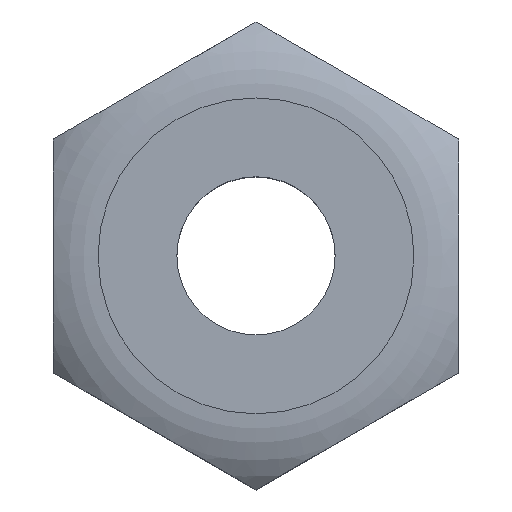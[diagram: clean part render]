
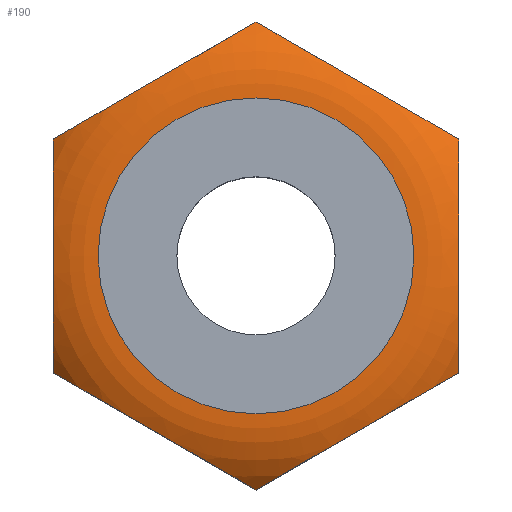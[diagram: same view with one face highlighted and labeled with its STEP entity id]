
A CAD part, top view. The second image highlights one B-rep face of the part: STEP entity #190.
In plain terms, the highlighted toroidal (fillet/blend) face has major radius 1.248 mm and minor radius 0.845 mm.
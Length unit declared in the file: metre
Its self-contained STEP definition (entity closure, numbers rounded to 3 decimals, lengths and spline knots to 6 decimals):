
#12=TOROIDAL_SURFACE('',#218,0.001248,0.000845);
#18=CIRCLE('',#219,0.001248);
#79=ORIENTED_EDGE('',*,*,#111,.F.);
#80=ORIENTED_EDGE('',*,*,#90,.T.);
#81=ORIENTED_EDGE('',*,*,#94,.T.);
#82=ORIENTED_EDGE('',*,*,#97,.T.);
#83=ORIENTED_EDGE('',*,*,#100,.T.);
#84=ORIENTED_EDGE('',*,*,#103,.T.);
#85=ORIENTED_EDGE('',*,*,#106,.T.);
#90=EDGE_CURVE('',#113,#114,#130,.T.);
#94=EDGE_CURVE('',#114,#117,#131,.T.);
#97=EDGE_CURVE('',#117,#119,#132,.T.);
#100=EDGE_CURVE('',#119,#121,#133,.T.);
#103=EDGE_CURVE('',#121,#123,#134,.T.);
#106=EDGE_CURVE('',#123,#113,#135,.T.);
#111=EDGE_CURVE('',#128,#128,#18,.T.);
#113=VERTEX_POINT('',#278);
#114=VERTEX_POINT('',#279);
#117=VERTEX_POINT('',#291);
#119=VERTEX_POINT('',#301);
#121=VERTEX_POINT('',#311);
#123=VERTEX_POINT('',#321);
#128=VERTEX_POINT('',#343);
#130=B_SPLINE_CURVE_WITH_KNOTS('',3,(#273,#274,#275,#276,#277),
 .UNSPECIFIED.,.F.,.F.,(4,1,4),(0.,0.000948,
0.001896),.UNSPECIFIED.);
#131=B_SPLINE_CURVE_WITH_KNOTS('',3,(#286,#287,#288,#289,#290),
 .UNSPECIFIED.,.F.,.F.,(4,1,4),(0.005829,0.006768,
0.007706),.UNSPECIFIED.);
#132=B_SPLINE_CURVE_WITH_KNOTS('',3,(#296,#297,#298,#299,#300),
 .UNSPECIFIED.,.F.,.F.,(4,1,4),(0.,0.000948,
0.001896),.UNSPECIFIED.);
#133=B_SPLINE_CURVE_WITH_KNOTS('',3,(#306,#307,#308,#309,#310),
 .UNSPECIFIED.,.F.,.F.,(4,1,4),(0.,0.000948,
0.001896),.UNSPECIFIED.);
#134=B_SPLINE_CURVE_WITH_KNOTS('',3,(#316,#317,#318,#319,#320),
 .UNSPECIFIED.,.F.,.F.,(4,1,4),(0.005829,0.006768,
0.007706),.UNSPECIFIED.);
#135=B_SPLINE_CURVE_WITH_KNOTS('',3,(#326,#327,#328,#329,#330),
 .UNSPECIFIED.,.F.,.F.,(4,1,4),(0.,0.000948,
0.001896),.UNSPECIFIED.);
#148=EDGE_LOOP('',(#79));
#149=EDGE_LOOP('',(#80,#81,#82,#83,#84,#85));
#166=FACE_BOUND('',#148,.T.);
#167=FACE_BOUND('',#149,.T.);
#190=ADVANCED_FACE('',(#166,#167),#12,.T.);
#218=AXIS2_PLACEMENT_3D('',#341,#261,#262);
#219=AXIS2_PLACEMENT_3D('',#342,#263,#264);
#261=DIRECTION('',(0.,0.,1.));
#262=DIRECTION('',(0.,-1.,0.));
#263=DIRECTION('',(0.,0.,1.));
#264=DIRECTION('',(0.,-1.,0.));
#273=CARTESIAN_POINT('',(0.,-0.001848,0.00075));
#274=CARTESIAN_POINT('',(0.000247,-0.001705,0.000894));
#275=CARTESIAN_POINT('',(0.000801,-0.001385,0.000952));
#276=CARTESIAN_POINT('',(0.001352,-0.001067,0.000894));
#277=CARTESIAN_POINT('',(0.0016,-0.000924,0.00075));
#278=CARTESIAN_POINT('',(0.,-0.001848,0.00075));
#279=CARTESIAN_POINT('',(0.0016,-0.000924,0.00075));
#286=CARTESIAN_POINT('',(0.0016,-0.000924,0.00075));
#287=CARTESIAN_POINT('',(0.0016,-0.000641,0.000893));
#288=CARTESIAN_POINT('',(0.0016,0.000006,0.000953));
#289=CARTESIAN_POINT('',(0.0016,0.000639,0.000894));
#290=CARTESIAN_POINT('',(0.0016,0.000924,0.00075));
#291=CARTESIAN_POINT('',(0.0016,0.000924,0.00075));
#296=CARTESIAN_POINT('',(0.0016,0.000924,0.00075));
#297=CARTESIAN_POINT('',(0.001353,0.001067,0.000894));
#298=CARTESIAN_POINT('',(0.000799,0.001386,0.000952));
#299=CARTESIAN_POINT('',(0.000248,0.001705,0.000894));
#300=CARTESIAN_POINT('',(0.,0.001848,0.00075));
#301=CARTESIAN_POINT('',(0.,0.001848,0.00075));
#306=CARTESIAN_POINT('',(0.,0.001848,0.00075));
#307=CARTESIAN_POINT('',(-0.000247,0.001705,0.000894));
#308=CARTESIAN_POINT('',(-0.000801,0.001385,0.000952));
#309=CARTESIAN_POINT('',(-0.001352,0.001067,0.000894));
#310=CARTESIAN_POINT('',(-0.0016,0.000924,0.00075));
#311=CARTESIAN_POINT('',(-0.0016,0.000924,0.00075));
#316=CARTESIAN_POINT('',(-0.0016,0.000924,0.00075));
#317=CARTESIAN_POINT('',(-0.0016,0.000641,0.000893));
#318=CARTESIAN_POINT('',(-0.0016,-0.000006,0.000953));
#319=CARTESIAN_POINT('',(-0.0016,-0.000639,0.000894));
#320=CARTESIAN_POINT('',(-0.0016,-0.000924,0.00075));
#321=CARTESIAN_POINT('',(-0.0016,-0.000924,0.00075));
#326=CARTESIAN_POINT('',(-0.0016,-0.000924,0.00075));
#327=CARTESIAN_POINT('',(-0.001353,-0.001067,0.000894));
#328=CARTESIAN_POINT('',(-0.000799,-0.001386,0.000952));
#329=CARTESIAN_POINT('',(-0.000248,-0.001705,0.000894));
#330=CARTESIAN_POINT('',(0.,-0.001848,0.00075));
#341=CARTESIAN_POINT('',(0.,0.,0.000155));
#342=CARTESIAN_POINT('',(0.,0.,0.001));
#343=CARTESIAN_POINT('',(0.,-0.001248,0.001));
